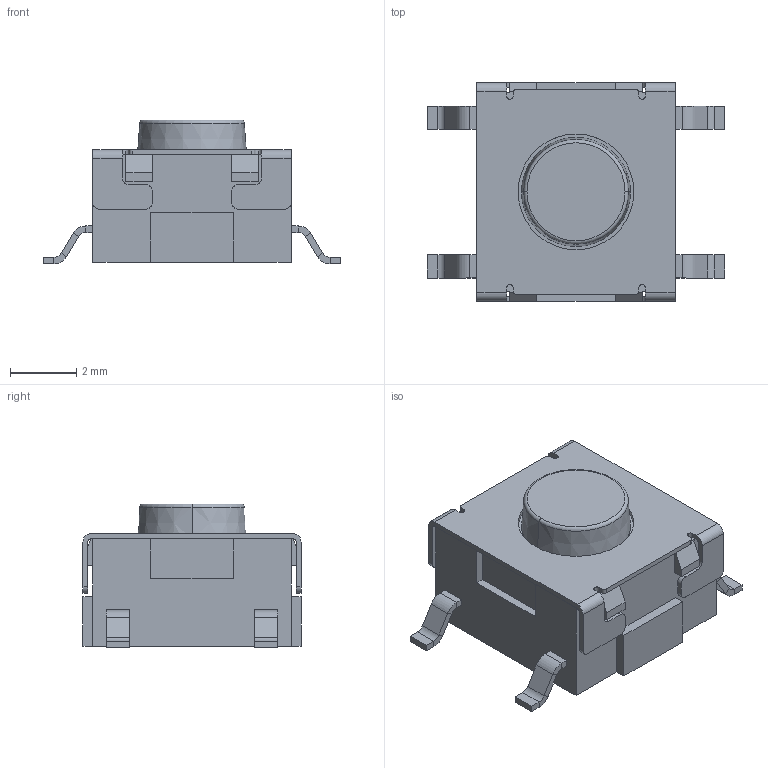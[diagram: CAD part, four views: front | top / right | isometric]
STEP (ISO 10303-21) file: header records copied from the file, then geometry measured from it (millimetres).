
FILE_DESCRIPTION (( 'STEP AP214' ), '1' );
FILE_NAME ('KEY-SMD_4P-L6.0-W6.6-H4.3-LS9.0-P4.5.step', '2022-07-02T15:08:55', ( '' ), ( '' ), 'SwSTEP 2.0', 'SolidWorks 2020', '' );
FILE_SCHEMA (( 'AUTOMOTIVE_DESIGN' ));
Length unit declared in the file: millimetre
Products named in the file (1): KEY-SMD_4P-L6.0-W6.6-H4.3-LS9.0-P4.5
Bounding box: 9 x 6.6 x 4.35 mm (x, y, z)
Volume: 133.4 mm3; surface area: 263.8 mm2
Topology: 2 solids, 2 shells, 486 faces, 1287 edges, 836 vertices
Faces by surface type: plane 316, bspline 112, cylinder 54, torus 2, cone 2
Entity records: 21464 total; most frequent: CARTESIAN_POINT 4714, ORIENTED_EDGE 2574, DIRECTION 1925, EDGE_CURVE 1287, VECTOR 943, LINE 943, VERTEX_POINT 836, EDGE_LOOP 519
